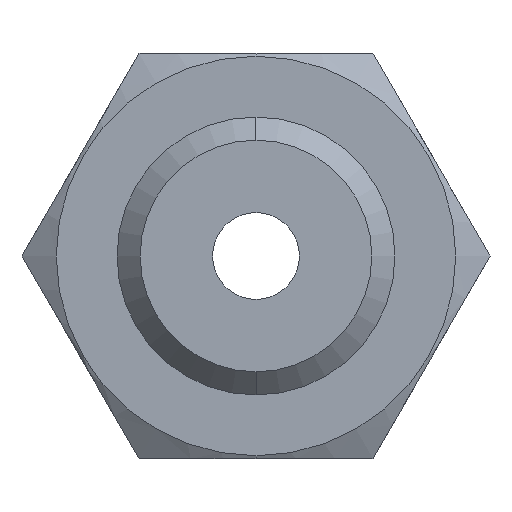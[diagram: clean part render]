
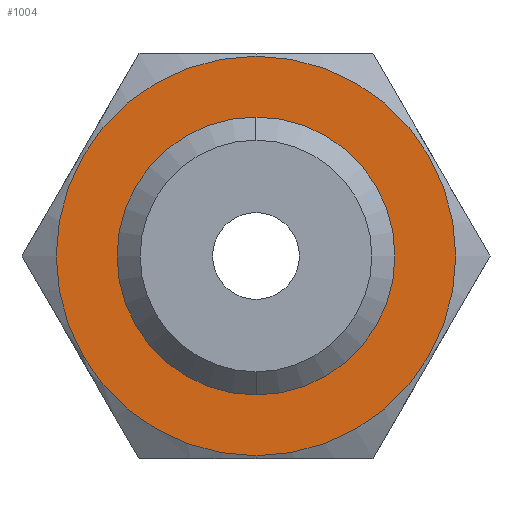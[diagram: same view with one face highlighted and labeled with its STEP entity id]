
A CAD part, front view. The second image highlights one B-rep face of the part: STEP entity #1004.
In plain terms, the highlighted planar face has unit normal (0, -1, 0).
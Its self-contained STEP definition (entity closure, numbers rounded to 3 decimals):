
#43 = CIRCLE ( 'NONE', #87, 4.8 ) ;
#71 = AXIS2_PLACEMENT_3D ( 'NONE', #1291, #1287, #1285 ) ;
#78 = AXIS2_PLACEMENT_3D ( 'NONE', #1338, #1220, #1341 ) ;
#87 = AXIS2_PLACEMENT_3D ( 'NONE', #1246, #1216, #1218 ) ;
#91 = CIRCLE ( 'NONE', #78, 6.9 ) ;
#331 = EDGE_LOOP ( 'NONE', ( #779, #895 ) ) ;
#332 = EDGE_LOOP ( 'NONE', ( #916, #802 ) ) ;
#454 = FACE_OUTER_BOUND ( 'NONE', #332, .T. ) ;
#455 = FACE_BOUND ( 'NONE', #331, .T. ) ;
#540 = CARTESIAN_POINT ( 'NONE',  ( 0., 8., -6.9 ) ) ;
#583 = DIRECTION ( 'NONE',  ( 0., 0., -1. ) ) ;
#595 = DIRECTION ( 'NONE',  ( 0., -1., 0. ) ) ;
#597 = CARTESIAN_POINT ( 'NONE',  ( 0., 8., 0. ) ) ;
#615 = CARTESIAN_POINT ( 'NONE',  ( 0., 8., 6.9 ) ) ;
#623 = DIRECTION ( 'NONE',  ( 0., 0., -1. ) ) ;
#624 = DIRECTION ( 'NONE',  ( 0., -1., 0. ) ) ;
#625 = CARTESIAN_POINT ( 'NONE',  ( 0., 8., 0. ) ) ;
#659 = CARTESIAN_POINT ( 'NONE',  ( 0., 8., -4.8 ) ) ;
#779 = ORIENTED_EDGE ( 'NONE', *, *, #950, .F. ) ;
#802 = ORIENTED_EDGE ( 'NONE', *, *, #1021, .T. ) ;
#828 = VERTEX_POINT ( 'NONE', #1103 ) ;
#867 = VERTEX_POINT ( 'NONE', #659 ) ;
#895 = ORIENTED_EDGE ( 'NONE', *, *, #1018, .F. ) ;
#896 = VERTEX_POINT ( 'NONE', #540 ) ;
#900 = VERTEX_POINT ( 'NONE', #615 ) ;
#916 = ORIENTED_EDGE ( 'NONE', *, *, #958, .T. ) ;
#950 = EDGE_CURVE ( 'NONE', #867, #828, #1189, .T. ) ;
#958 = EDGE_CURVE ( 'NONE', #896, #900, #1178, .T. ) ;
#1004 = ADVANCED_FACE ( 'NONE', ( #454, #455 ), #1277, .T. ) ;
#1018 = EDGE_CURVE ( 'NONE', #828, #867, #43, .T. ) ;
#1021 = EDGE_CURVE ( 'NONE', #900, #896, #91, .T. ) ;
#1103 = CARTESIAN_POINT ( 'NONE',  ( 0., 8., 4.8 ) ) ;
#1175 = AXIS2_PLACEMENT_3D ( 'NONE', #597, #595, #583 ) ;
#1178 = CIRCLE ( 'NONE', #1175, 6.9 ) ;
#1186 = AXIS2_PLACEMENT_3D ( 'NONE', #625, #624, #623 ) ;
#1189 = CIRCLE ( 'NONE', #1186, 4.8 ) ;
#1216 = DIRECTION ( 'NONE',  ( 0., -1., 0. ) ) ;
#1218 = DIRECTION ( 'NONE',  ( 0., 0., -1. ) ) ;
#1220 = DIRECTION ( 'NONE',  ( 0., -1., 0. ) ) ;
#1246 = CARTESIAN_POINT ( 'NONE',  ( 0., 8., 0. ) ) ;
#1277 = PLANE ( 'NONE',  #71 ) ;
#1285 = DIRECTION ( 'NONE',  ( 0., 0., -1. ) ) ;
#1287 = DIRECTION ( 'NONE',  ( 0., -1., 0. ) ) ;
#1291 = CARTESIAN_POINT ( 'NONE',  ( 6.9, 8., 0. ) ) ;
#1338 = CARTESIAN_POINT ( 'NONE',  ( 0., 8., 0. ) ) ;
#1341 = DIRECTION ( 'NONE',  ( 0., 0., -1. ) ) ;
